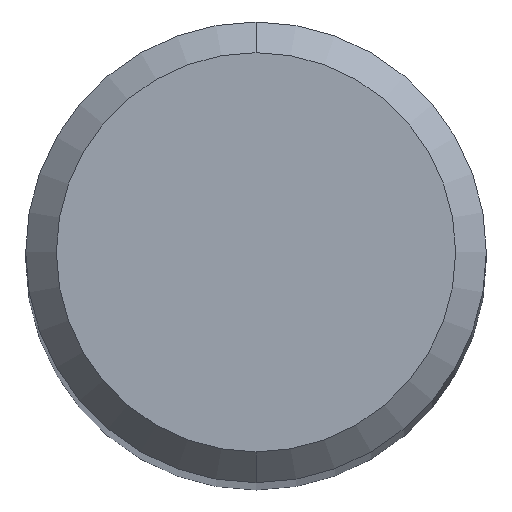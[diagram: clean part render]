
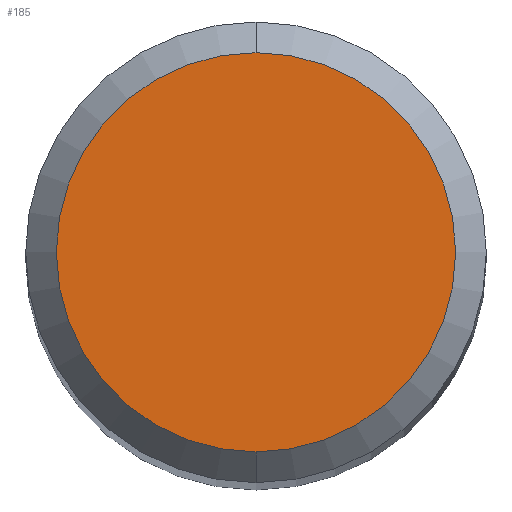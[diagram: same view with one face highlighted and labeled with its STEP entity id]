
A CAD part, top view. The second image highlights one B-rep face of the part: STEP entity #185.
In plain terms, the highlighted planar face has unit normal (0, 0, 1).
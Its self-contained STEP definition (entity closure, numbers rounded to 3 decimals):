
#105=VERTEX_POINT('',#250);
#131=EDGE_CURVE('',#211,#105,#279,.T.);
#179=EDGE_CURVE('',#105,#211,#331,.T.);
#185=ADVANCED_FACE('',(#338),#339,.T.);
#211=VERTEX_POINT('',#369);
#250=CARTESIAN_POINT('',(0.,-2.6,0.0));
#279=CIRCLE('',#439,2.6);
#331=CIRCLE('',#509,2.6);
#338=FACE_OUTER_BOUND('',#516,.T.);
#339=PLANE('',#517);
#369=CARTESIAN_POINT('',(0.0,2.6,0.0));
#439=AXIS2_PLACEMENT_3D('',#623,#624,#625);
#509=AXIS2_PLACEMENT_3D('',#680,#681,#682);
#516=EDGE_LOOP('',(#692,#693));
#517=AXIS2_PLACEMENT_3D('',#694,#695,#696);
#623=CARTESIAN_POINT('',(0.0,0.0,0.0));
#624=DIRECTION('',(0.0,0.0,-1.0));
#625=DIRECTION('',(0.0,1.0,0.0));
#680=CARTESIAN_POINT('',(0.0,0.0,0.0));
#681=DIRECTION('',(0.0,0.0,-1.0));
#682=DIRECTION('',(0.0,1.0,0.0));
#692=ORIENTED_EDGE('',*,*,#131,.F.);
#693=ORIENTED_EDGE('',*,*,#179,.F.);
#694=CARTESIAN_POINT('',(0.0,1.3,0.0));
#695=DIRECTION('',(-0.0,0.0,1.0));
#696=DIRECTION('',(0.0,-1.0,0.0));
